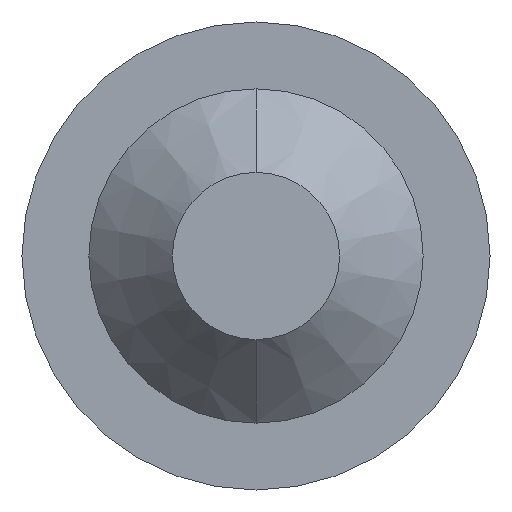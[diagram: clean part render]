
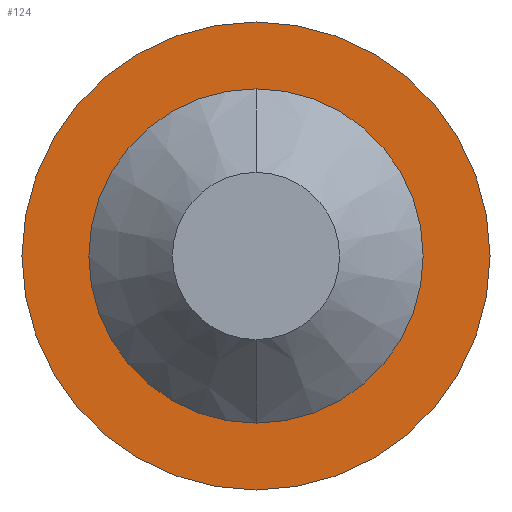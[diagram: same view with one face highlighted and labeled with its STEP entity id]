
A CAD part, front view. The second image highlights one B-rep face of the part: STEP entity #124.
In plain terms, the highlighted planar face has unit normal (0, -1, 0).
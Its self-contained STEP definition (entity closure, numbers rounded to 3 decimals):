
#27 = AXIS2_PLACEMENT_3D ( 'NONE', #300, #104, #368 ) ;
#28 = CIRCLE ( 'NONE', #27, 1.4 ) ;
#33 = CIRCLE ( 'NONE', #167, 1. ) ;
#49 = ORIENTED_EDGE ( 'NONE', *, *, #386, .F. ) ;
#52 = CARTESIAN_POINT ( 'NONE',  ( 0., 0., -1.4 ) ) ;
#80 = EDGE_CURVE ( 'Defeature ausgef�hrt1_5+Defeature ausgef�hrt1_0+Defeature ausgef�hrt1_0+Defeature ausgef�hrt1_0', #130, #278, #103, .T. ) ;
#103 = CIRCLE ( 'NONE', #230, 1. ) ;
#104 = DIRECTION ( 'NONE',  ( 0., 1., 0. ) ) ;
#112 = VERTEX_POINT ( 'NONE', #352 ) ;
#116 = AXIS2_PLACEMENT_3D ( 'NONE', #279, #393, #129 ) ;
#117 = VERTEX_POINT ( 'NONE', #52 ) ;
#120 = PLANE ( 'NONE',  #116 ) ;
#124 = ADVANCED_FACE ( 'Defeature ausgef�hrt1_5', ( #239, #371 ), #120, .F. ) ;
#129 = DIRECTION ( 'NONE',  ( 0., 0., 1. ) ) ;
#130 = VERTEX_POINT ( 'NONE', #223 ) ;
#134 = CIRCLE ( 'NONE', #293, 1.4 ) ;
#137 = DIRECTION ( 'NONE',  ( 0., 1., 0. ) ) ;
#141 = CARTESIAN_POINT ( 'NONE',  ( 0., 0., 0. ) ) ;
#144 = DIRECTION ( 'NONE',  ( 0., 0., 1. ) ) ;
#158 = DIRECTION ( 'NONE',  ( 0., 0., 1. ) ) ;
#166 = EDGE_LOOP ( 'NONE', ( #400, #49 ) ) ;
#167 = AXIS2_PLACEMENT_3D ( 'NONE', #141, #241, #144 ) ;
#191 = ORIENTED_EDGE ( 'NONE', *, *, #423, .T. ) ;
#223 = CARTESIAN_POINT ( 'NONE',  ( 0., 0., 1. ) ) ;
#227 = EDGE_LOOP ( 'NONE', ( #308, #191 ) ) ;
#230 = AXIS2_PLACEMENT_3D ( 'NONE', #356, #321, #158 ) ;
#239 = FACE_BOUND ( 'NONE', #227, .T. ) ;
#241 = DIRECTION ( 'NONE',  ( 0., 1., 0. ) ) ;
#265 = CARTESIAN_POINT ( 'NONE',  ( 0., 0., 0. ) ) ;
#278 = VERTEX_POINT ( 'NONE', #360 ) ;
#279 = CARTESIAN_POINT ( 'NONE',  ( 0., 0., 0. ) ) ;
#293 = AXIS2_PLACEMENT_3D ( 'NONE', #265, #137, #304 ) ;
#300 = CARTESIAN_POINT ( 'NONE',  ( 0., 0., 0. ) ) ;
#304 = DIRECTION ( 'NONE',  ( 0., 0., 1. ) ) ;
#305 = EDGE_CURVE ( 'Defeature ausgef�hrt1_3+Defeature ausgef�hrt1_5+Defeature ausgef�hrt1_5+Defeature ausgef�hrt1_5', #117, #112, #134, .T. ) ;
#308 = ORIENTED_EDGE ( 'NONE', *, *, #80, .T. ) ;
#321 = DIRECTION ( 'NONE',  ( 0., 1., 0. ) ) ;
#352 = CARTESIAN_POINT ( 'NONE',  ( 0., 0., 1.4 ) ) ;
#356 = CARTESIAN_POINT ( 'NONE',  ( 0., 0., 0. ) ) ;
#360 = CARTESIAN_POINT ( 'NONE',  ( 0., 0., -1. ) ) ;
#368 = DIRECTION ( 'NONE',  ( 0., 0., 1. ) ) ;
#371 = FACE_OUTER_BOUND ( 'NONE', #166, .T. ) ;
#386 = EDGE_CURVE ( 'Defeature ausgef�hrt1_3+Defeature ausgef�hrt1_5+Defeature ausgef�hrt1_5+Defeature ausgef�hrt1_5', #112, #117, #28, .T. ) ;
#393 = DIRECTION ( 'NONE',  ( 0., 1., 0. ) ) ;
#400 = ORIENTED_EDGE ( 'NONE', *, *, #305, .F. ) ;
#423 = EDGE_CURVE ( 'Defeature ausgef�hrt1_5+Defeature ausgef�hrt1_0+Defeature ausgef�hrt1_0+Defeature ausgef�hrt1_0', #278, #130, #33, .T. ) ;
